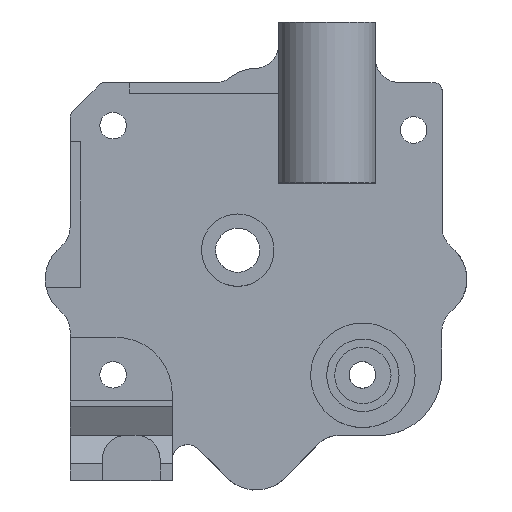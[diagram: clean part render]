
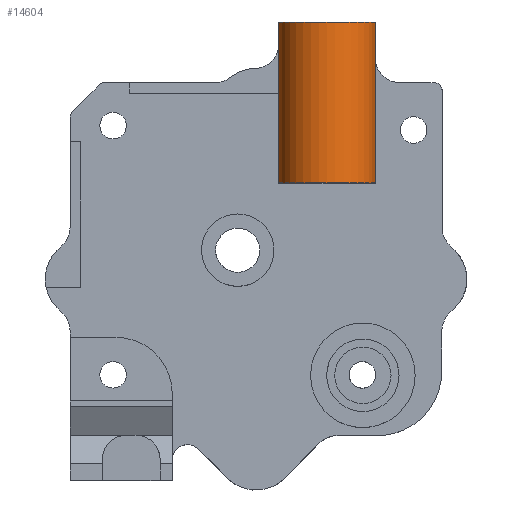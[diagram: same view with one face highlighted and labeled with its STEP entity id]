
A CAD part, top view. The second image highlights one B-rep face of the part: STEP entity #14604.
In plain terms, the highlighted cylindrical face has radius 6 mm (diameter 12 mm), a partial arc.
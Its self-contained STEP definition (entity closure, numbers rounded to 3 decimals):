
#1307 = PLANE('',#1308);
#1308 = AXIS2_PLACEMENT_3D('',#1309,#1310,#1311);
#1309 = CARTESIAN_POINT('',(11.299,-4.036,-8.5));
#1310 = DIRECTION('',(-1.,0.,0.));
#1311 = DIRECTION('',(0.,0.,1.));
#1335 = PLANE('',#1336);
#1336 = AXIS2_PLACEMENT_3D('',#1337,#1338,#1339);
#1337 = CARTESIAN_POINT('',(17.299,-14.586,
    -4.099));
#1338 = DIRECTION('',(0.,-1.,0.));
#1339 = DIRECTION('',(-0.,0.,-1.));
#1363 = PLANE('',#1364);
#1364 = AXIS2_PLACEMENT_3D('',#1365,#1366,#1367);
#1365 = CARTESIAN_POINT('',(23.299,-4.036,3.));
#1366 = DIRECTION('',(1.,0.,0.));
#1367 = DIRECTION('',(0.,0.,-1.));
#6624 = PLANE('',#6625);
#6625 = AXIS2_PLACEMENT_3D('',#6626,#6627,#6628);
#6626 = CARTESIAN_POINT('',(17.299,5.414,
    -4.099));
#6627 = DIRECTION('',(0.,-1.,0.));
#6628 = DIRECTION('',(-0.,0.,-1.));
#10682 = VERTEX_POINT('',#10683);
#10683 = CARTESIAN_POINT('',(23.299,-14.586,-8.5));
#10704 = EDGE_CURVE('',#10705,#10682,#10707,.T.);
#10705 = VERTEX_POINT('',#10706);
#10706 = CARTESIAN_POINT('',(23.299,5.414,-8.5));
#10707 = SURFACE_CURVE('',#10708,(#10712,#10719),.PCURVE_S1.);
#10708 = LINE('',#10709,#10710);
#10709 = CARTESIAN_POINT('',(23.299,-4.036,-8.5));
#10710 = VECTOR('',#10711,1.);
#10711 = DIRECTION('',(0.,-1.,0.));
#10712 = PCURVE('',#1363,#10713);
#10713 = DEFINITIONAL_REPRESENTATION('',(#10714),#10718);
#10714 = LINE('',#10715,#10716);
#10715 = CARTESIAN_POINT('',(11.5,0.));
#10716 = VECTOR('',#10717,1.);
#10717 = DIRECTION('',(-0.,-1.));
#10718 = ( GEOMETRIC_REPRESENTATION_CONTEXT(2) 
PARAMETRIC_REPRESENTATION_CONTEXT() REPRESENTATION_CONTEXT('2D SPACE',''
  ) );
#10719 = PCURVE('',#10720,#10725);
#10720 = CYLINDRICAL_SURFACE('',#10721,6.);
#10721 = AXIS2_PLACEMENT_3D('',#10722,#10723,#10724);
#10722 = CARTESIAN_POINT('',(17.299,-4.036,-8.5));
#10723 = DIRECTION('',(0.,1.,0.));
#10724 = DIRECTION('',(-1.,0.,0.));
#10725 = DEFINITIONAL_REPRESENTATION('',(#10726),#10730);
#10726 = LINE('',#10727,#10728);
#10727 = CARTESIAN_POINT('',(3.142,0.));
#10728 = VECTOR('',#10729,1.);
#10729 = DIRECTION('',(0.,-1.));
#10730 = ( GEOMETRIC_REPRESENTATION_CONTEXT(2) 
PARAMETRIC_REPRESENTATION_CONTEXT() REPRESENTATION_CONTEXT('2D SPACE',''
  ) );
#13750 = VERTEX_POINT('',#13751);
#13751 = CARTESIAN_POINT('',(11.299,-14.586,-8.5));
#13772 = EDGE_CURVE('',#13750,#10682,#13773,.T.);
#13773 = SURFACE_CURVE('',#13774,(#13779,#13786),.PCURVE_S1.);
#13774 = CIRCLE('',#13775,6.);
#13775 = AXIS2_PLACEMENT_3D('',#13776,#13777,#13778);
#13776 = CARTESIAN_POINT('',(17.299,-14.586,-8.5));
#13777 = DIRECTION('',(0.,-1.,0.));
#13778 = DIRECTION('',(-1.,0.,0.));
#13779 = PCURVE('',#1335,#13780);
#13780 = DEFINITIONAL_REPRESENTATION('',(#13781),#13785);
#13781 = CIRCLE('',#13782,6.);
#13782 = AXIS2_PLACEMENT_2D('',#13783,#13784);
#13783 = CARTESIAN_POINT('',(4.401,0.));
#13784 = DIRECTION('',(0.,-1.));
#13785 = ( GEOMETRIC_REPRESENTATION_CONTEXT(2) 
PARAMETRIC_REPRESENTATION_CONTEXT() REPRESENTATION_CONTEXT('2D SPACE',''
  ) );
#13786 = PCURVE('',#10720,#13787);
#13787 = DEFINITIONAL_REPRESENTATION('',(#13788),#13792);
#13788 = LINE('',#13789,#13790);
#13789 = CARTESIAN_POINT('',(6.283,-10.55));
#13790 = VECTOR('',#13791,1.);
#13791 = DIRECTION('',(-1.,0.));
#13792 = ( GEOMETRIC_REPRESENTATION_CONTEXT(2) 
PARAMETRIC_REPRESENTATION_CONTEXT() REPRESENTATION_CONTEXT('2D SPACE',''
  ) );
#14559 = VERTEX_POINT('',#14560);
#14560 = CARTESIAN_POINT('',(11.299,5.414,-8.5));
#14581 = EDGE_CURVE('',#14559,#13750,#14582,.T.);
#14582 = SURFACE_CURVE('',#14583,(#14587,#14594),.PCURVE_S1.);
#14583 = LINE('',#14584,#14585);
#14584 = CARTESIAN_POINT('',(11.299,-4.036,-8.5));
#14585 = VECTOR('',#14586,1.);
#14586 = DIRECTION('',(0.,-1.,0.));
#14587 = PCURVE('',#1307,#14588);
#14588 = DEFINITIONAL_REPRESENTATION('',(#14589),#14593);
#14589 = LINE('',#14590,#14591);
#14590 = CARTESIAN_POINT('',(0.,0.));
#14591 = VECTOR('',#14592,1.);
#14592 = DIRECTION('',(0.,-1.));
#14593 = ( GEOMETRIC_REPRESENTATION_CONTEXT(2) 
PARAMETRIC_REPRESENTATION_CONTEXT() REPRESENTATION_CONTEXT('2D SPACE',''
  ) );
#14594 = PCURVE('',#10720,#14595);
#14595 = DEFINITIONAL_REPRESENTATION('',(#14596),#14600);
#14596 = LINE('',#14597,#14598);
#14597 = CARTESIAN_POINT('',(6.283,0.));
#14598 = VECTOR('',#14599,1.);
#14599 = DIRECTION('',(0.,-1.));
#14600 = ( GEOMETRIC_REPRESENTATION_CONTEXT(2) 
PARAMETRIC_REPRESENTATION_CONTEXT() REPRESENTATION_CONTEXT('2D SPACE',''
  ) );
#14604 = ADVANCED_FACE('',(#14605),#10720,.T.);
#14605 = FACE_BOUND('',#14606,.T.);
#14606 = EDGE_LOOP('',(#14607,#14608,#14634,#14635));
#14607 = ORIENTED_EDGE('',*,*,#14581,.F.);
#14608 = ORIENTED_EDGE('',*,*,#14609,.F.);
#14609 = EDGE_CURVE('',#10705,#14559,#14610,.T.);
#14610 = SURFACE_CURVE('',#14611,(#14616,#14623),.PCURVE_S1.);
#14611 = CIRCLE('',#14612,6.);
#14612 = AXIS2_PLACEMENT_3D('',#14613,#14614,#14615);
#14613 = CARTESIAN_POINT('',(17.299,5.414,-8.5));
#14614 = DIRECTION('',(0.,1.,0.));
#14615 = DIRECTION('',(-1.,0.,0.));
#14616 = PCURVE('',#10720,#14617);
#14617 = DEFINITIONAL_REPRESENTATION('',(#14618),#14622);
#14618 = LINE('',#14619,#14620);
#14619 = CARTESIAN_POINT('',(0.,9.45));
#14620 = VECTOR('',#14621,1.);
#14621 = DIRECTION('',(1.,0.));
#14622 = ( GEOMETRIC_REPRESENTATION_CONTEXT(2) 
PARAMETRIC_REPRESENTATION_CONTEXT() REPRESENTATION_CONTEXT('2D SPACE',''
  ) );
#14623 = PCURVE('',#6624,#14624);
#14624 = DEFINITIONAL_REPRESENTATION('',(#14625),#14633);
#14625 = ( BOUNDED_CURVE() B_SPLINE_CURVE(2,(#14626,#14627,#14628,#14629
    ,#14630,#14631,#14632),.UNSPECIFIED.,.T.,.F.) 
B_SPLINE_CURVE_WITH_KNOTS((1,2,2,2,2,1),(-2.094,0.,
    2.094,4.189,6.283,8.378),
.UNSPECIFIED.) CURVE() GEOMETRIC_REPRESENTATION_ITEM() 
RATIONAL_B_SPLINE_CURVE((1.,0.5,1.,0.5,1.,0.5,1.)) REPRESENTATION_ITEM(
  '') );
#14626 = CARTESIAN_POINT('',(4.401,-6.));
#14627 = CARTESIAN_POINT('',(-5.991,-6.));
#14628 = CARTESIAN_POINT('',(-0.795,3.));
#14629 = CARTESIAN_POINT('',(4.401,12.));
#14630 = CARTESIAN_POINT('',(9.597,3.));
#14631 = CARTESIAN_POINT('',(14.793,-6.));
#14632 = CARTESIAN_POINT('',(4.401,-6.));
#14633 = ( GEOMETRIC_REPRESENTATION_CONTEXT(2) 
PARAMETRIC_REPRESENTATION_CONTEXT() REPRESENTATION_CONTEXT('2D SPACE',''
  ) );
#14634 = ORIENTED_EDGE('',*,*,#10704,.T.);
#14635 = ORIENTED_EDGE('',*,*,#13772,.F.);
